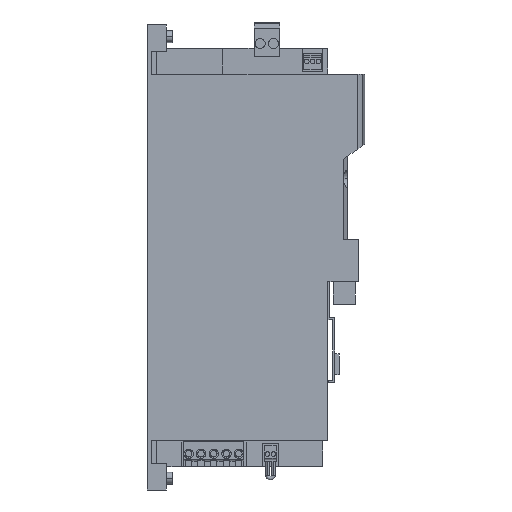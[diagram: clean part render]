
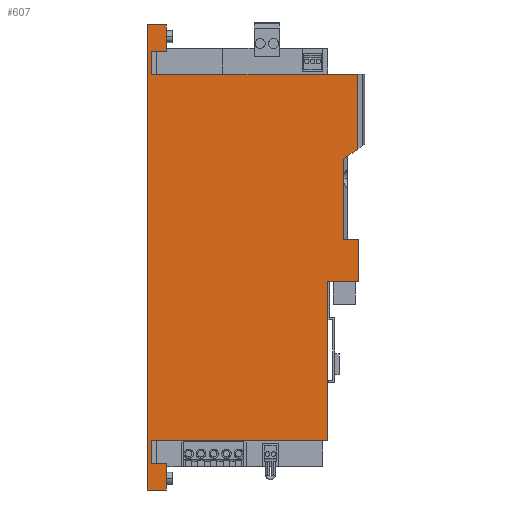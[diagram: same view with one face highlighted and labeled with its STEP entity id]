
A CAD part, left-side view. The second image highlights one B-rep face of the part: STEP entity #607.
In plain terms, the highlighted planar face has unit normal (-1, 0, 0).
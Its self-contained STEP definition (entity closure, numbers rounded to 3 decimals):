
#607=ADVANCED_FACE('',(#1349),#955,.T.);
#955=PLANE('',#9067);
#1349=FACE_OUTER_BOUND('',#1829,.T.);
#1829=EDGE_LOOP('',(#4062,#4063,#4064,#4065,#4066,#4067,#4068,#4069,#4070,
#4071,#4072,#4073,#4074,#4075,#4076,#4077,#4078,#4079,#4080,#4081));
#4062=ORIENTED_EDGE('',*,*,#6425,.T.);
#4063=ORIENTED_EDGE('',*,*,#5716,.T.);
#4064=ORIENTED_EDGE('',*,*,#6310,.F.);
#4065=ORIENTED_EDGE('',*,*,#6355,.F.);
#4066=ORIENTED_EDGE('',*,*,#6358,.F.);
#4067=ORIENTED_EDGE('',*,*,#6360,.T.);
#4068=ORIENTED_EDGE('',*,*,#6320,.F.);
#4069=ORIENTED_EDGE('',*,*,#6370,.F.);
#4070=ORIENTED_EDGE('',*,*,#6349,.F.);
#4071=ORIENTED_EDGE('',*,*,#6351,.T.);
#4072=ORIENTED_EDGE('',*,*,#6313,.F.);
#4073=ORIENTED_EDGE('',*,*,#6302,.F.);
#4074=ORIENTED_EDGE('',*,*,#6293,.F.);
#4075=ORIENTED_EDGE('',*,*,#6426,.F.);
#4076=ORIENTED_EDGE('',*,*,#5477,.F.);
#4077=ORIENTED_EDGE('',*,*,#5474,.T.);
#4078=ORIENTED_EDGE('',*,*,#5467,.F.);
#4079=ORIENTED_EDGE('',*,*,#5461,.T.);
#4080=ORIENTED_EDGE('',*,*,#5459,.F.);
#4081=ORIENTED_EDGE('',*,*,#5433,.T.);
#4612=VERTEX_POINT('',#11671);
#4613=VERTEX_POINT('',#11673);
#4634=VERTEX_POINT('',#11723);
#4636=VERTEX_POINT('',#11729);
#4641=VERTEX_POINT('',#11741);
#4646=VERTEX_POINT('',#11760);
#4648=VERTEX_POINT('',#11766);
#4871=VERTEX_POINT('',#12276);
#4878=VERTEX_POINT('',#12289);
#5230=VERTEX_POINT('',#13446);
#5232=VERTEX_POINT('',#13449);
#5239=VERTEX_POINT('',#13466);
#5245=VERTEX_POINT('',#13480);
#5246=VERTEX_POINT('',#13487);
#5250=VERTEX_POINT('',#13499);
#5251=VERTEX_POINT('',#13500);
#5269=VERTEX_POINT('',#13555);
#5270=VERTEX_POINT('',#13557);
#5272=VERTEX_POINT('',#13566);
#5274=VERTEX_POINT('',#13572);
#5433=EDGE_CURVE('',#4613,#4612,#6658,.T.);
#5459=EDGE_CURVE('',#4613,#4634,#6676,.T.);
#5461=EDGE_CURVE('',#4636,#4634,#6678,.T.);
#5467=EDGE_CURVE('',#4636,#4641,#6682,.T.);
#5474=EDGE_CURVE('',#4646,#4641,#6688,.T.);
#5477=EDGE_CURVE('',#4646,#4648,#6690,.T.);
#5716=EDGE_CURVE('',#4871,#4878,#6809,.T.);
#6293=EDGE_CURVE('',#5230,#5232,#7279,.T.);
#6302=EDGE_CURVE('',#5232,#5239,#7288,.T.);
#6310=EDGE_CURVE('',#5245,#4878,#7296,.T.);
#6313=EDGE_CURVE('',#5239,#5246,#7299,.T.);
#6320=EDGE_CURVE('',#5250,#5251,#7304,.T.);
#6349=EDGE_CURVE('',#5269,#5270,#7328,.T.);
#6351=EDGE_CURVE('',#5269,#5246,#7330,.T.);
#6355=EDGE_CURVE('',#5272,#5245,#7334,.T.);
#6358=EDGE_CURVE('',#5274,#5272,#7337,.T.);
#6360=EDGE_CURVE('',#5274,#5251,#7339,.T.);
#6370=EDGE_CURVE('',#5270,#5250,#7347,.T.);
#6425=EDGE_CURVE('',#4612,#4871,#7397,.T.);
#6426=EDGE_CURVE('',#4648,#5230,#7398,.T.);
#6658=LINE('',#11672,#7560);
#6676=LINE('',#11724,#7578);
#6678=LINE('',#11728,#7580);
#6682=LINE('',#11740,#7584);
#6688=LINE('',#11759,#7590);
#6690=LINE('',#11765,#7592);
#6809=LINE('',#12290,#7711);
#7279=LINE('',#13448,#8181);
#7288=LINE('',#13465,#8190);
#7296=LINE('',#13481,#8198);
#7299=LINE('',#13486,#8201);
#7304=LINE('',#13498,#8206);
#7328=LINE('',#13556,#8230);
#7330=LINE('',#13560,#8232);
#7334=LINE('',#13567,#8236);
#7337=LINE('',#13573,#8239);
#7339=LINE('',#13577,#8241);
#7347=LINE('',#13596,#8249);
#7397=LINE('',#13710,#8299);
#7398=LINE('',#13711,#8300);
#7560=VECTOR('',#9242,1.);
#7578=VECTOR('',#9284,1.);
#7580=VECTOR('',#9288,1.);
#7584=VECTOR('',#9298,1.);
#7590=VECTOR('',#9308,1.);
#7592=VECTOR('',#9314,1.);
#7711=VECTOR('',#9771,1.);
#8181=VECTOR('',#10911,1.);
#8190=VECTOR('',#10922,1.);
#8198=VECTOR('',#10932,1.);
#8201=VECTOR('',#10939,1.);
#8206=VECTOR('',#10950,1.);
#8230=VECTOR('',#11002,1.);
#8232=VECTOR('',#11006,1.);
#8236=VECTOR('',#11012,1.);
#8239=VECTOR('',#11017,1.);
#8241=VECTOR('',#11023,1.);
#8249=VECTOR('',#11043,1.);
#8299=VECTOR('',#11165,1.);
#8300=VECTOR('',#11166,1.);
#9067=AXIS2_PLACEMENT_3D('',#13712,#11167,#11168);
#9242=DIRECTION('',(0.,1.,0.));
#9284=DIRECTION('',(0.,0.,-1.));
#9288=DIRECTION('',(0.,-0.819,0.574));
#9298=DIRECTION('',(0.,0.,-1.));
#9308=DIRECTION('',(0.,1.,0.));
#9314=DIRECTION('',(0.,0.,-1.));
#9771=DIRECTION('',(0.,1.,0.));
#10911=DIRECTION('',(0.,0.,-1.));
#10922=DIRECTION('',(0.,1.,0.));
#10932=DIRECTION('',(0.,0.,-1.));
#10939=DIRECTION('',(0.,0.,-1.));
#10950=DIRECTION('',(0.,0.,1.));
#11002=DIRECTION('',(0.,0.,-1.));
#11006=DIRECTION('',(0.,1.,0.));
#11012=DIRECTION('',(0.,1.,0.));
#11017=DIRECTION('',(0.,0.,-1.));
#11023=DIRECTION('',(0.,1.,0.));
#11043=DIRECTION('',(0.,1.,0.));
#11165=DIRECTION('',(0.,0.,-1.));
#11166=DIRECTION('',(0.,1.,0.));
#11167=DIRECTION('',(-1.,0.,0.));
#11168=DIRECTION('',(0.,-1.,0.));
#11671=CARTESIAN_POINT('',(-25.,-107.7,-20.6));
#11672=CARTESIAN_POINT('',(-25.,-125.643,-20.6));
#11673=CARTESIAN_POINT('',(-25.,-125.643,-20.6));
#11723=CARTESIAN_POINT('',(-25.,-125.643,-65.509));
#11724=CARTESIAN_POINT('',(-25.,-125.643,-20.6));
#11728=CARTESIAN_POINT('',(-25.,-129.787,-62.607));
#11729=CARTESIAN_POINT('',(-25.,-117.28,-71.364));
#11740=CARTESIAN_POINT('',(-25.,-117.28,-69.81));
#11741=CARTESIAN_POINT('',(-25.,-117.28,-119.41));
#11759=CARTESIAN_POINT('',(-25.,-117.,-119.41));
#11760=CARTESIAN_POINT('',(-25.,-126.3,-119.41));
#11765=CARTESIAN_POINT('',(-25.,-126.3,-132.005));
#11766=CARTESIAN_POINT('',(-25.,-126.3,-144.6));
#12276=CARTESIAN_POINT('',(-25.,-107.7,-20.7));
#12289=CARTESIAN_POINT('',(-25.,-2.5,-20.7));
#12290=CARTESIAN_POINT('',(-25.,-54.,-20.7));
#13446=CARTESIAN_POINT('',(-25.,-108.,-144.6));
#13448=CARTESIAN_POINT('',(-25.,-108.,-130.2));
#13449=CARTESIAN_POINT('',(-25.,-108.,-239.7));
#13465=CARTESIAN_POINT('',(-25.,-54.,-239.7));
#13466=CARTESIAN_POINT('',(-25.,-2.5,-239.7));
#13480=CARTESIAN_POINT('',(-25.,-2.5,-6.95));
#13481=CARTESIAN_POINT('',(-25.,-2.5,-130.2));
#13486=CARTESIAN_POINT('',(-25.,-2.5,-130.2));
#13487=CARTESIAN_POINT('',(-25.,-2.5,-253.45));
#13498=CARTESIAN_POINT('',(-25.,0.,-130.2));
#13499=CARTESIAN_POINT('',(-25.,0.,-269.2));
#13500=CARTESIAN_POINT('',(-25.,0.,8.8));
#13555=CARTESIAN_POINT('',(-25.,-11.3,-253.45));
#13556=CARTESIAN_POINT('',(-25.,-11.3,-261.325));
#13557=CARTESIAN_POINT('',(-25.,-11.3,-269.2));
#13560=CARTESIAN_POINT('',(-25.,-5.65,-253.45));
#13566=CARTESIAN_POINT('',(-25.,-11.3,-6.95));
#13567=CARTESIAN_POINT('',(-25.,-5.65,-6.95));
#13572=CARTESIAN_POINT('',(-25.,-11.3,8.8));
#13573=CARTESIAN_POINT('',(-25.,-11.3,0.925));
#13577=CARTESIAN_POINT('',(-25.,-1.25,8.8));
#13596=CARTESIAN_POINT('',(-25.,-1.25,-269.2));
#13710=CARTESIAN_POINT('',(-25.,-107.7,-20.6));
#13711=CARTESIAN_POINT('',(-25.,-117.,-144.6));
#13712=CARTESIAN_POINT('',(-25.,-116.671,-20.6));
